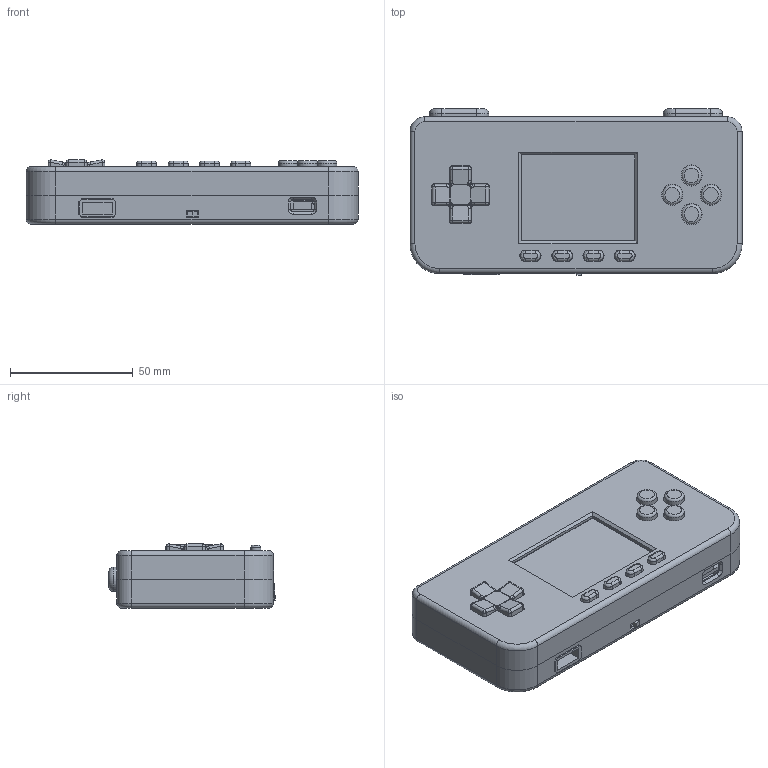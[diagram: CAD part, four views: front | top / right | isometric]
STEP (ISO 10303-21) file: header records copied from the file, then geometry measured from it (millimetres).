
FILE_DESCRIPTION(/* description */ (''),/* implementation_level */ '2;1');
FILE_NAME(/* name */ 'd32a40a2-d8e4-4469-935b-2d042c4429f6.stp',/* time_stamp */ '2017-10-25T11:34:23+00:00',/* author */ (''),/* organization */ (''),/* preprocessor_version */ 'ST-DEVELOPER v16.13',/* originating_system */ 'Autodesk Translation Framework v6.5.0.72',/* authorisation */ '');
FILE_SCHEMA (('AUTOMOTIVE_DESIGN { 1 0 10303 214 3 1 1 }'));
Length unit declared in the file: millimetre
Products named in the file (10): PiGRRL Zero Case v64; RaspPi Zero.f3d v3; 2000mAh battery.f3d v1; #28693; Powerboost 1000C v14; D-Pad.f3d v5; Button-Pad.f3d v4; slide switch.f3d v1; shoulder button v5; USB A Female.f3d v1
Assembly tree (9 placements, depth 2):
  PiGRRL Zero Case v64
    RaspPi Zero.f3d v3
    2000mAh battery.f3d v1
    #28693
    Powerboost 1000C v14
    D-Pad.f3d v5
    Button-Pad.f3d v4
    slide switch.f3d v1
    shoulder button v5
    USB A Female.f3d v1
Bounding box: 135 x 67.72 x 26.1 mm (x, y, z)
Volume: 84134.4 mm3; surface area: 88465.4 mm2
Topology: 32 solids, 32 shells, 897 faces, 2105 edges, 1337 vertices
Faces by surface type: plane 541, cylinder 246, bspline 48, cone 30, torus 24, sphere 8
Full cylindrical faces by diameter (mm): 2 x4, 2.5 x12, 2.6 x6, 3 x10, 3.45 x8, 3.5 x2, 6 x12, 8 x4, 8.6 x4, 28.6 x2
Entity records: 28704 total; most frequent: CARTESIAN_POINT 7462, DIRECTION 4391, ORIENTED_EDGE 4210, EDGE_CURVE 2105, AXIS2_PLACEMENT_3D 1474, LINE 1443, VECTOR 1443, VERTEX_POINT 1337
